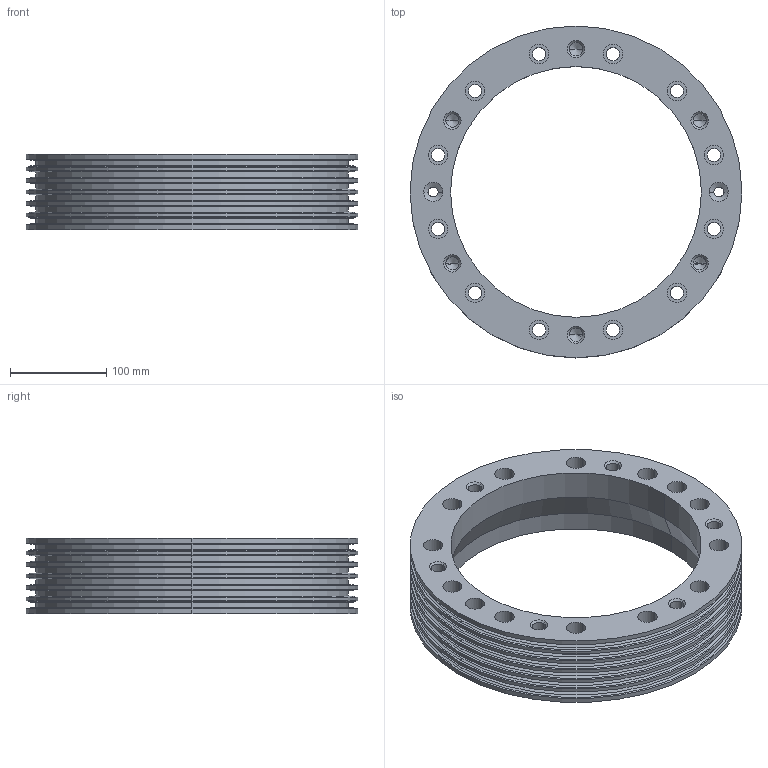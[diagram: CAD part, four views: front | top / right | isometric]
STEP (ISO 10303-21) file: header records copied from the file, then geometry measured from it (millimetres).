
FILE_DESCRIPTION (( 'STEP AP203' ), '1' );
FILE_NAME ('kvshll340_6.STEP', '2022-11-02T11:40:41', ( '' ), ( '' ), '', '', '' );
FILE_SCHEMA (( 'CONFIG_CONTROL_DESIGN' ));
Length unit declared in the file: millimetre
Products named in the file (1): kvshll340_6
Bounding box: 344 x 344 x 78 mm (x, y, z)
Volume: 2144558.7 mm3; surface area: 394251.3 mm2
Topology: 1 solids, 1 shells, 202 faces, 444 edges, 262 vertices
Faces by surface type: cylinder 98, cone 54, plane 26, torus 24
Entity records: 5649 total; most frequent: DIRECTION 1118, CARTESIAN_POINT 897, ORIENTED_EDGE 864, AXIS2_PLACEMENT_3D 483, EDGE_CURVE 432, CIRCLE 280, EDGE_LOOP 262, VERTEX_POINT 262
